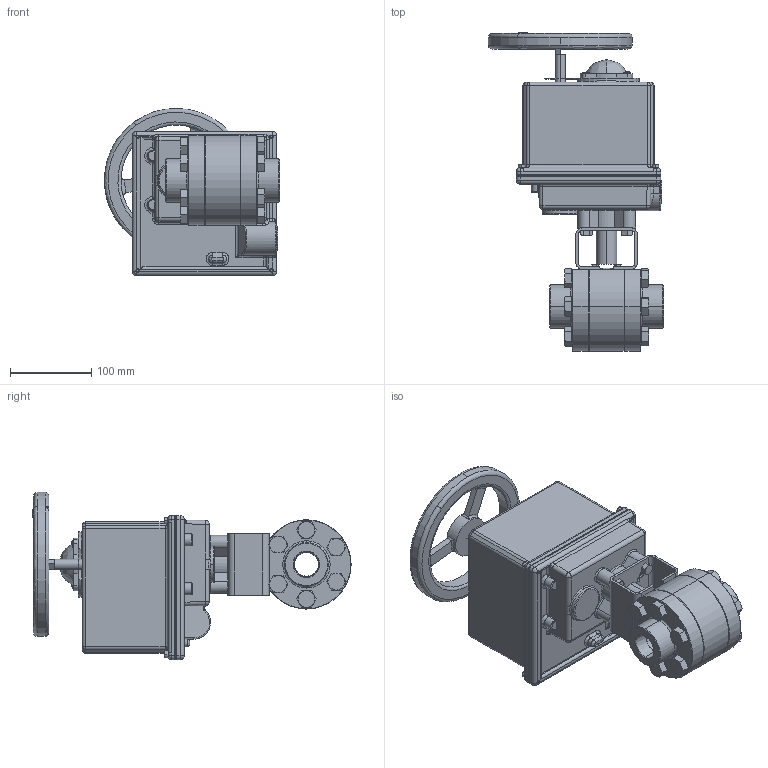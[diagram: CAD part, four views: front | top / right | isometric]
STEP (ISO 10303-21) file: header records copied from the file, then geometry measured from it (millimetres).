
FILE_DESCRIPTION (( 'STEP AP203' ), '1' );
FILE_NAME ('10000F-100-PT_ER-4.STEP', '2017-10-30T18:19:35', ( '' ), ( '' ), 'SwSTEP 2.0', 'SolidWorks 2014', '' );
FILE_SCHEMA (( 'CONFIG_CONTROL_DESIGN' ));
Length unit declared in the file: inch
Products named in the file (1): 10000F-100-PT_ER-4
Bounding box: 215.99 x 392.61 x 206.35 mm (x, y, z)
Surface area: 358783.1 mm2 (no closed solid volume)
Topology: 0 solids, 83 shells, 930 faces, 2792 edges, 1886 vertices
Faces by surface type: plane 316, cylinder 307, bspline 160, cone 143, torus 4
Entity records: 42822 total; most frequent: CARTESIAN_POINT 19484, DIRECTION 4601, ORIENTED_EDGE 4552, EDGE_CURVE 2773, VERTEX_POINT 1886, AXIS2_PLACEMENT_3D 1737, LINE 1127, VECTOR 1127
